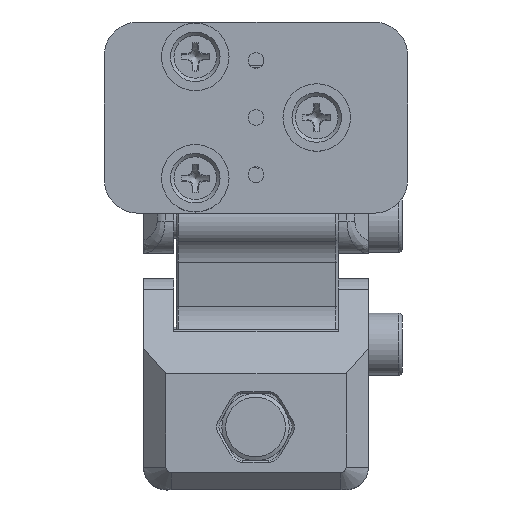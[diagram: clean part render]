
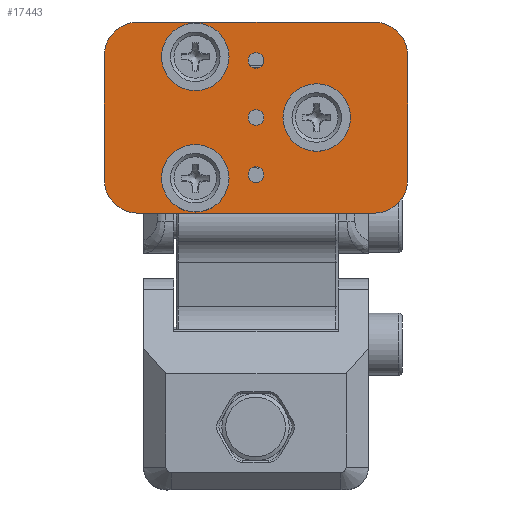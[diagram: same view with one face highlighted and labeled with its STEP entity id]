
A CAD part, top view. The second image highlights one B-rep face of the part: STEP entity #17443.
In plain terms, the highlighted planar face has unit normal (0, 0, 1).
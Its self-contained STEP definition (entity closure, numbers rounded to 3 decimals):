
#1654=CIRCLE('',#19109,1.2);
#1655=CIRCLE('',#19110,1.2);
#1656=CIRCLE('',#19111,1.2);
#1657=CIRCLE('',#19112,0.7);
#1658=CIRCLE('',#19113,0.7);
#1659=CIRCLE('',#19114,0.7);
#1660=CIRCLE('',#19115,3.);
#1661=CIRCLE('',#19116,3.);
#1662=CIRCLE('',#19117,3.);
#1663=CIRCLE('',#19118,3.);
#4784=ORIENTED_EDGE('',*,*,#8523,.T.);
#4785=ORIENTED_EDGE('',*,*,#8524,.T.);
#4786=ORIENTED_EDGE('',*,*,#8525,.T.);
#4787=ORIENTED_EDGE('',*,*,#8526,.T.);
#4788=ORIENTED_EDGE('',*,*,#8527,.T.);
#4789=ORIENTED_EDGE('',*,*,#8528,.T.);
#4790=ORIENTED_EDGE('',*,*,#8529,.F.);
#4791=ORIENTED_EDGE('',*,*,#8530,.F.);
#4792=ORIENTED_EDGE('',*,*,#8531,.F.);
#4793=ORIENTED_EDGE('',*,*,#8532,.F.);
#4794=ORIENTED_EDGE('',*,*,#8533,.F.);
#4795=ORIENTED_EDGE('',*,*,#8534,.F.);
#4796=ORIENTED_EDGE('',*,*,#8535,.F.);
#4797=ORIENTED_EDGE('',*,*,#8536,.F.);
#8523=EDGE_CURVE('',#10592,#10592,#1654,.T.);
#8524=EDGE_CURVE('',#10593,#10593,#1655,.T.);
#8525=EDGE_CURVE('',#10594,#10594,#1656,.T.);
#8526=EDGE_CURVE('',#10595,#10595,#1657,.T.);
#8527=EDGE_CURVE('',#10596,#10596,#1658,.T.);
#8528=EDGE_CURVE('',#10597,#10597,#1659,.T.);
#8529=EDGE_CURVE('',#10598,#10599,#1660,.T.);
#8530=EDGE_CURVE('',#10600,#10598,#11963,.T.);
#8531=EDGE_CURVE('',#10601,#10600,#1661,.T.);
#8532=EDGE_CURVE('',#10602,#10601,#11964,.T.);
#8533=EDGE_CURVE('',#10603,#10602,#1662,.T.);
#8534=EDGE_CURVE('',#10604,#10603,#11965,.T.);
#8535=EDGE_CURVE('',#10605,#10604,#1663,.T.);
#8536=EDGE_CURVE('',#10599,#10605,#11966,.T.);
#10592=VERTEX_POINT('',#29554);
#10593=VERTEX_POINT('',#29556);
#10594=VERTEX_POINT('',#29558);
#10595=VERTEX_POINT('',#29560);
#10596=VERTEX_POINT('',#29562);
#10597=VERTEX_POINT('',#29564);
#10598=VERTEX_POINT('',#29566);
#10599=VERTEX_POINT('',#29567);
#10600=VERTEX_POINT('',#29569);
#10601=VERTEX_POINT('',#29571);
#10602=VERTEX_POINT('',#29573);
#10603=VERTEX_POINT('',#29575);
#10604=VERTEX_POINT('',#29577);
#10605=VERTEX_POINT('',#29579);
#11963=LINE('',#29568,#13272);
#11964=LINE('',#29572,#13273);
#11965=LINE('',#29576,#13274);
#11966=LINE('',#29580,#13275);
#13272=VECTOR('',#22147,1000.);
#13273=VECTOR('',#22150,1000.);
#13274=VECTOR('',#22153,1000.);
#13275=VECTOR('',#22156,1000.);
#14374=EDGE_LOOP('',(#4784));
#14375=EDGE_LOOP('',(#4785));
#14376=EDGE_LOOP('',(#4786));
#14377=EDGE_LOOP('',(#4787));
#14378=EDGE_LOOP('',(#4788));
#14379=EDGE_LOOP('',(#4789));
#14380=EDGE_LOOP('',(#4790,#4791,#4792,#4793,#4794,#4795,#4796,#4797));
#15767=FACE_BOUND('',#14374,.T.);
#15768=FACE_BOUND('',#14375,.T.);
#15769=FACE_BOUND('',#14376,.T.);
#15770=FACE_BOUND('',#14377,.T.);
#15771=FACE_BOUND('',#14378,.T.);
#15772=FACE_BOUND('',#14379,.T.);
#15773=FACE_BOUND('',#14380,.T.);
#16821=PLANE('',#19108);
#17443=ADVANCED_FACE('',(#15767,#15768,#15769,#15770,#15771,#15772,#15773),
#16821,.T.);
#19108=AXIS2_PLACEMENT_3D('',#29552,#22131,#22132);
#19109=AXIS2_PLACEMENT_3D('',#29553,#22133,#22134);
#19110=AXIS2_PLACEMENT_3D('',#29555,#22135,#22136);
#19111=AXIS2_PLACEMENT_3D('',#29557,#22137,#22138);
#19112=AXIS2_PLACEMENT_3D('',#29559,#22139,#22140);
#19113=AXIS2_PLACEMENT_3D('',#29561,#22141,#22142);
#19114=AXIS2_PLACEMENT_3D('',#29563,#22143,#22144);
#19115=AXIS2_PLACEMENT_3D('',#29565,#22145,#22146);
#19116=AXIS2_PLACEMENT_3D('',#29570,#22148,#22149);
#19117=AXIS2_PLACEMENT_3D('',#29574,#22151,#22152);
#19118=AXIS2_PLACEMENT_3D('',#29578,#22154,#22155);
#22131=DIRECTION('',(0.,0.,1.));
#22132=DIRECTION('',(1.,0.,0.));
#22133=DIRECTION('',(0.,0.,-1.));
#22134=DIRECTION('',(1.,0.,0.));
#22135=DIRECTION('',(0.,0.,-1.));
#22136=DIRECTION('',(1.,0.,0.));
#22137=DIRECTION('',(0.,0.,-1.));
#22138=DIRECTION('',(1.,0.,0.));
#22139=DIRECTION('',(0.,0.,-1.));
#22140=DIRECTION('',(1.,0.,0.));
#22141=DIRECTION('',(0.,0.,-1.));
#22142=DIRECTION('',(1.,0.,0.));
#22143=DIRECTION('',(0.,0.,-1.));
#22144=DIRECTION('',(1.,0.,0.));
#22145=DIRECTION('',(0.,0.,-1.));
#22146=DIRECTION('',(0.707,0.707,0.));
#22147=DIRECTION('',(1.,0.,0.));
#22148=DIRECTION('',(0.,0.,-1.));
#22149=DIRECTION('',(-0.707,0.707,0.));
#22150=DIRECTION('',(0.,1.,0.));
#22151=DIRECTION('',(0.,0.,-1.));
#22152=DIRECTION('',(-0.707,-0.707,0.));
#22153=DIRECTION('',(-1.,0.,0.));
#22154=DIRECTION('',(0.,0.,-1.));
#22155=DIRECTION('',(0.707,-0.707,0.));
#22156=DIRECTION('',(0.,-1.,0.));
#29552=CARTESIAN_POINT('',(13.5,-8.5,0.));
#29553=CARTESIAN_POINT('',(8.1,-13.9,0.));
#29554=CARTESIAN_POINT('',(9.3,-13.9,0.));
#29555=CARTESIAN_POINT('',(18.9,-8.5,0.));
#29556=CARTESIAN_POINT('',(20.1,-8.5,0.));
#29557=CARTESIAN_POINT('',(8.1,-3.1,0.));
#29558=CARTESIAN_POINT('',(9.3,-3.1,0.));
#29559=CARTESIAN_POINT('',(13.5,-13.58,0.));
#29560=CARTESIAN_POINT('',(14.2,-13.58,0.));
#29561=CARTESIAN_POINT('',(13.5,-3.42,0.));
#29562=CARTESIAN_POINT('',(14.2,-3.42,0.));
#29563=CARTESIAN_POINT('',(13.5,-8.5,0.));
#29564=CARTESIAN_POINT('',(14.2,-8.5,0.));
#29565=CARTESIAN_POINT('',(24.,-3.,0.));
#29566=CARTESIAN_POINT('',(24.,0.,0.));
#29567=CARTESIAN_POINT('',(27.,-3.,0.));
#29568=CARTESIAN_POINT('',(0.,0.,0.));
#29569=CARTESIAN_POINT('',(3.,0.,0.));
#29570=CARTESIAN_POINT('',(3.,-3.,0.));
#29571=CARTESIAN_POINT('',(0.,-3.,0.));
#29572=CARTESIAN_POINT('',(0.,-17.,0.));
#29573=CARTESIAN_POINT('',(0.,-14.,0.));
#29574=CARTESIAN_POINT('',(3.,-14.,0.));
#29575=CARTESIAN_POINT('',(3.,-17.,0.));
#29576=CARTESIAN_POINT('',(27.,-17.,0.));
#29577=CARTESIAN_POINT('',(24.,-17.,0.));
#29578=CARTESIAN_POINT('',(24.,-14.,0.));
#29579=CARTESIAN_POINT('',(27.,-14.,0.));
#29580=CARTESIAN_POINT('',(27.,0.,0.));
